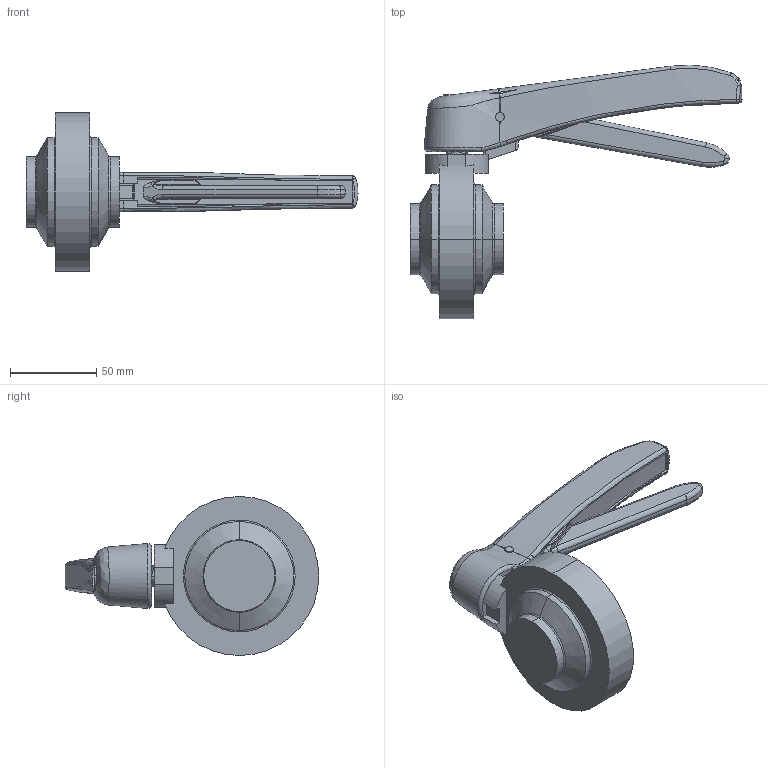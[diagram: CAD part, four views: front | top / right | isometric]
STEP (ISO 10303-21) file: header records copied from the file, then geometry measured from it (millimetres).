
FILE_DESCRIPTION (( 'STEP AP214' ), '1' );
FILE_NAME ('4301040xxx-xxx.STEP', '2016-07-15T09:50:51', ( 'install' ), ( 'Microsoft' ), 'SwSTEP 2.0', 'SolidWorks 2015', '' );
FILE_SCHEMA (( 'AUTOMOTIVE_DESIGN' ));
Length unit declared in the file: millimetre
Products named in the file (4): 4301040xxx-xxx; Handhebel-+-4335.100.000-DMY_-_NOBOM-4335.100.000-089; Handhebel-+-4335.100.000-TDMY_-; 4301040-TDMY_1-+-4301040-TDMY_-
Assembly tree (3 placements, depth 3):
  4301040xxx-xxx
    4301040-TDMY_1-+-4301040-TDMY_-
    Handhebel-+-4335.100.000-DMY_-_NOBOM-4335.100.000-089
      Handhebel-+-4335.100.000-TDMY_-
Bounding box: 191.99 x 146.67 x 92 mm (x, y, z)
Volume: 323400.8 mm3; surface area: 50441.7 mm2
Topology: 2 solids, 2 shells, 242 faces, 619 edges, 385 vertices
Faces by surface type: plane 80, bspline 73, cylinder 65, torus 20, cone 4
Entity records: 14187 total; most frequent: CARTESIAN_POINT 7690, ORIENTED_EDGE 1222, DIRECTION 906, EDGE_CURVE 611, VERTEX_POINT 385, AXIS2_PLACEMENT_3D 351, EDGE_LOOP 254, ADVANCED_FACE 242
